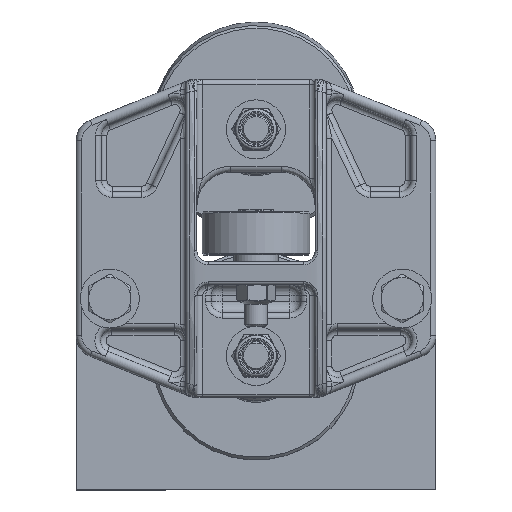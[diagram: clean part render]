
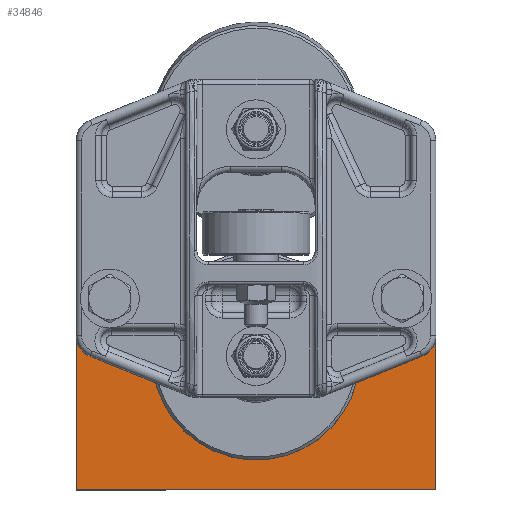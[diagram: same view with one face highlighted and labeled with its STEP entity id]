
A CAD part, top view. The second image highlights one B-rep face of the part: STEP entity #34846.
In plain terms, the highlighted face is planar.
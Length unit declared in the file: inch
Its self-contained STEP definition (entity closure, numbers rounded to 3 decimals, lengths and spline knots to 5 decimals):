
#34654=CARTESIAN_POINT('',(0.41406,4.25,0.0));
#34655=VERTEX_POINT('',#34654);
#34656=CARTESIAN_POINT('',(0.75,4.25,0.0));
#34657=DIRECTION('',(0.0,0.0,1.0));
#34658=DIRECTION('',(1.0,0.0,0.0));
#34659=AXIS2_PLACEMENT_3D('',#34656,#34657,#34658);
#34660=CIRCLE('',#34659,0.33594);
#34661=EDGE_CURVE('',#34655,#34655,#34660,.T.);
#34682=CARTESIAN_POINT('',(6.91406,4.25,0.0));
#34683=VERTEX_POINT('',#34682);
#34684=CARTESIAN_POINT('',(7.25,4.25,0.0));
#34685=DIRECTION('',(0.0,0.0,1.0));
#34686=DIRECTION('',(1.0,0.0,0.0));
#34687=AXIS2_PLACEMENT_3D('',#34684,#34685,#34686);
#34688=CIRCLE('',#34687,0.33594);
#34689=EDGE_CURVE('',#34683,#34683,#34688,.T.);
#34720=CARTESIAN_POINT('',(0.,5.0,0.0));
#34721=VERTEX_POINT('',#34720);
#34728=CARTESIAN_POINT('',(0.0,0.0,0.0));
#34729=VERTEX_POINT('',#34728);
#34730=CARTESIAN_POINT('',(0.,5.0,0.0));
#34731=DIRECTION('',(0.0,-1.0,0.0));
#34732=VECTOR('',#34731,5.0);
#34733=LINE('',#34730,#34732);
#34734=EDGE_CURVE('',#34721,#34729,#34733,.T.);
#34758=CARTESIAN_POINT('',(8.,5.,0.0));
#34759=VERTEX_POINT('',#34758);
#34766=CARTESIAN_POINT('',(8.,5.,0.0));
#34767=DIRECTION('',(-1.0,0.0,0.0));
#34768=VECTOR('',#34767,8.0);
#34769=LINE('',#34766,#34768);
#34770=EDGE_CURVE('',#34759,#34721,#34769,.T.);
#34789=CARTESIAN_POINT('',(8.0,0.0,0.0));
#34790=VERTEX_POINT('',#34789);
#34797=CARTESIAN_POINT('',(8.0,0.0,0.0));
#34798=DIRECTION('',(0.0,1.0,0.0));
#34799=VECTOR('',#34798,5.);
#34800=LINE('',#34797,#34799);
#34801=EDGE_CURVE('',#34790,#34759,#34800,.T.);
#34819=CARTESIAN_POINT('',(0.0,0.0,0.0));
#34820=DIRECTION('',(1.0,0.0,0.0));
#34821=VECTOR('',#34820,8.0);
#34822=LINE('',#34819,#34821);
#34823=EDGE_CURVE('',#34729,#34790,#34822,.T.);
#34829=CARTESIAN_POINT('',(4.,2.5,0.0));
#34830=DIRECTION('',(0.0,0.0,1.0));
#34831=DIRECTION('',(1.0,0.0,0.0));
#34832=AXIS2_PLACEMENT_3D('',#34829,#34830,#34831);
#34833=PLANE('',#34832);
#34834=ORIENTED_EDGE('',*,*,#34823,.F.);
#34835=ORIENTED_EDGE('',*,*,#34734,.F.);
#34836=ORIENTED_EDGE('',*,*,#34770,.F.);
#34837=ORIENTED_EDGE('',*,*,#34801,.F.);
#34838=EDGE_LOOP('',(#34834,#34835,#34836,#34837));
#34839=FACE_OUTER_BOUND('',#34838,.T.);
#34840=ORIENTED_EDGE('',*,*,#34661,.T.);
#34841=EDGE_LOOP('',(#34840));
#34842=FACE_BOUND('',#34841,.T.);
#34843=ORIENTED_EDGE('',*,*,#34689,.T.);
#34844=EDGE_LOOP('',(#34843));
#34845=FACE_BOUND('',#34844,.T.);
#34846=ADVANCED_FACE('',(#34839,#34842,#34845),#34833,.F.);
